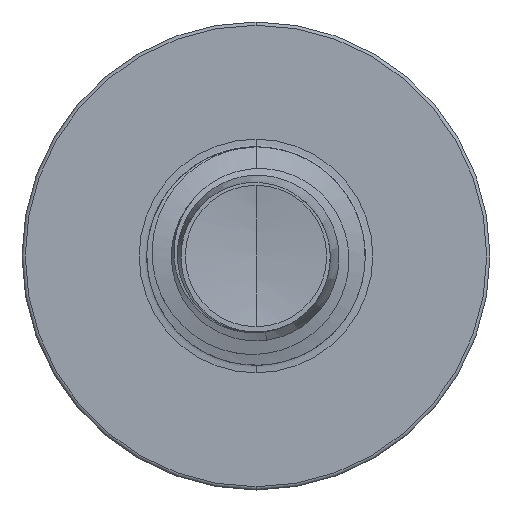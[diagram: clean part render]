
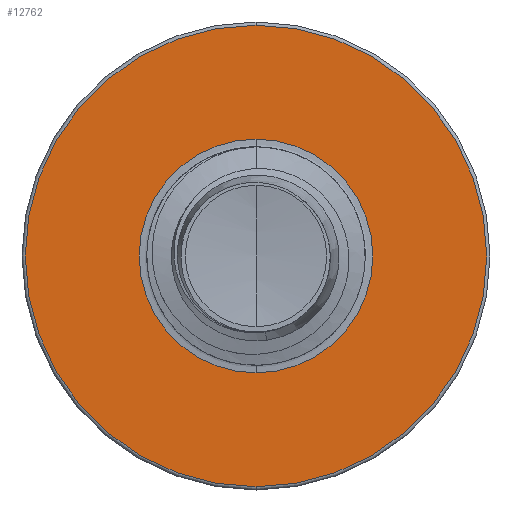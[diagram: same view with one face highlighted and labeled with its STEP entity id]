
A CAD part, front view. The second image highlights one B-rep face of the part: STEP entity #12762.
In plain terms, the highlighted planar face has unit normal (0, -1, 0).
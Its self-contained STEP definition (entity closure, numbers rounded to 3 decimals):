
#400 = DIRECTION ( 'NONE',  ( 0., 0., 1. ) ) ;
#407 = AXIS2_PLACEMENT_3D ( 'NONE', #7378, #7095, #7075 ) ;
#427 = DIRECTION ( 'NONE',  ( 0., 1., 0. ) ) ;
#429 = CARTESIAN_POINT ( 'NONE',  ( 0., 6.5, 0. ) ) ;
#471 = DIRECTION ( 'NONE',  ( 0., 0., 1. ) ) ;
#493 = DIRECTION ( 'NONE',  ( 0., 1., 0. ) ) ;
#494 = CARTESIAN_POINT ( 'NONE',  ( 0., 6.5, 0. ) ) ;
#1699 = VERTEX_POINT ( 'NONE', #8800 ) ;
#2151 = VERTEX_POINT ( 'NONE', #13913 ) ;
#3035 = EDGE_CURVE ( 'NONE', #10502, #6131, #10148, .T. ) ;
#3040 = EDGE_CURVE ( 'NONE', #1699, #2151, #14434, .T. ) ;
#4570 = CIRCLE ( 'NONE', #7129, 3.698 ) ;
#4646 = CARTESIAN_POINT ( 'NONE',  ( 0., 6.5, 1.872 ) ) ;
#4839 = AXIS2_PLACEMENT_3D ( 'NONE', #494, #493, #471 ) ;
#5861 = EDGE_CURVE ( 'NONE', #2151, #1699, #4570, .T. ) ;
#5978 = ORIENTED_EDGE ( 'NONE', *, *, #5861, .F. ) ;
#6131 = VERTEX_POINT ( 'NONE', #7697 ) ;
#6438 = FACE_OUTER_BOUND ( 'NONE', #12724, .T. ) ;
#6520 = CARTESIAN_POINT ( 'NONE',  ( 0., 6.5, 0. ) ) ;
#7075 = DIRECTION ( 'NONE',  ( 0., 0., 1. ) ) ;
#7095 = DIRECTION ( 'NONE',  ( 0., 1., 0. ) ) ;
#7125 = PLANE ( 'NONE',  #407 ) ;
#7129 = AXIS2_PLACEMENT_3D ( 'NONE', #7737, #7717, #7155 ) ;
#7155 = DIRECTION ( 'NONE',  ( 0., 0., 1. ) ) ;
#7378 = CARTESIAN_POINT ( 'NONE',  ( 0., 6.5, -1.872 ) ) ;
#7697 = CARTESIAN_POINT ( 'NONE',  ( 0., 6.5, -1.872 ) ) ;
#7717 = DIRECTION ( 'NONE',  ( 0., 1., 0. ) ) ;
#7737 = CARTESIAN_POINT ( 'NONE',  ( 0., 6.5, 0. ) ) ;
#7993 = DIRECTION ( 'NONE',  ( 0., 0., 1. ) ) ;
#8400 = CIRCLE ( 'NONE', #11503, 1.872 ) ;
#8800 = CARTESIAN_POINT ( 'NONE',  ( 0., 6.5, -3.697 ) ) ;
#9920 = FACE_BOUND ( 'NONE', #12715, .T. ) ;
#10148 = CIRCLE ( 'NONE', #4839, 1.872 ) ;
#10287 = AXIS2_PLACEMENT_3D ( 'NONE', #429, #427, #400 ) ;
#10502 = VERTEX_POINT ( 'NONE', #4646 ) ;
#11503 = AXIS2_PLACEMENT_3D ( 'NONE', #6520, #13188, #7993 ) ;
#12175 = ORIENTED_EDGE ( 'NONE', *, *, #13088, .T. ) ;
#12715 = EDGE_LOOP ( 'NONE', ( #14119, #12175 ) ) ;
#12724 = EDGE_LOOP ( 'NONE', ( #5978, #13686 ) ) ;
#12762 = ADVANCED_FACE ( 'NONE', ( #6438, #9920 ), #7125, .F. ) ;
#13088 = EDGE_CURVE ( 'NONE', #6131, #10502, #8400, .T. ) ;
#13188 = DIRECTION ( 'NONE',  ( 0., 1., 0. ) ) ;
#13686 = ORIENTED_EDGE ( 'NONE', *, *, #3040, .F. ) ;
#13913 = CARTESIAN_POINT ( 'NONE',  ( 0., 6.5, 3.698 ) ) ;
#14119 = ORIENTED_EDGE ( 'NONE', *, *, #3035, .T. ) ;
#14434 = CIRCLE ( 'NONE', #10287, 3.698 ) ;
